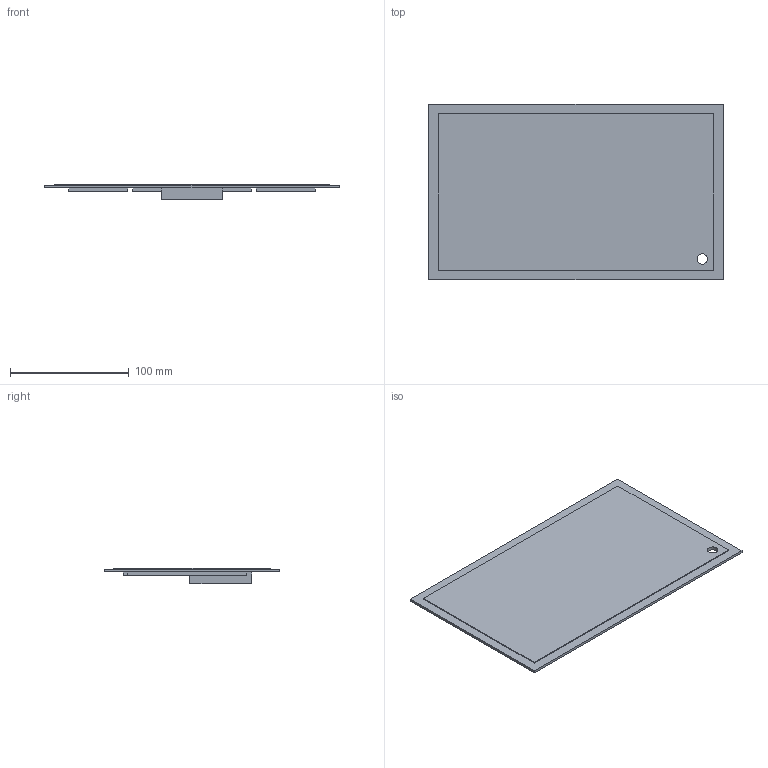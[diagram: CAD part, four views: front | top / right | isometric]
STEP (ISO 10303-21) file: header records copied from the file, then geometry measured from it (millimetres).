
FILE_DESCRIPTION(('STEP AP203'), '1');
FILE_NAME('äíî áàêà', '', ('UNSPECIFIED'), ('UNSPECIFIED'), 'C3D Converter', 'C3D Toolkit', '');
FILE_SCHEMA(('CONFIG_CONTROL_DESIGN'));
Length unit declared in the file: millimetre
Bounding box: 248 x 148 x 13 mm (x, y, z)
Volume: 171784.7 mm3; surface area: 81638.3 mm2
Topology: 1 solids, 1 shells, 42 faces, 90 edges, 60 vertices
Faces by surface type: plane 36, cylinder 6
Full cylindrical faces by diameter (mm): 5 x4, 8.7 x1, 34 x1
Entity records: 1471 total; most frequent: CARTESIAN_POINT 187, DIRECTION 182, ORIENTED_EDGE 168, EDGE_CURVE 84, LINE 72, VECTOR 72, EDGE_LOOP 60, VERTEX_POINT 60
